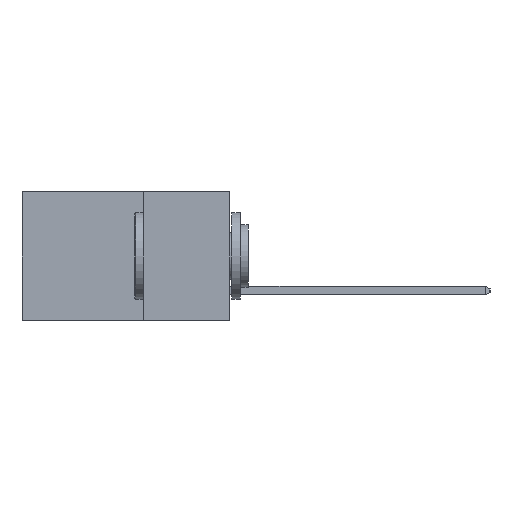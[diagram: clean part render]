
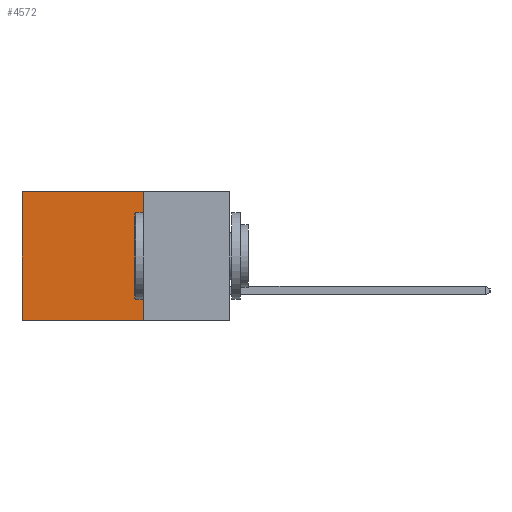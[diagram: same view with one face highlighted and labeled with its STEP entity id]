
A CAD part, left-side view. The second image highlights one B-rep face of the part: STEP entity #4572.
In plain terms, the highlighted planar face has unit normal (-1, 0, 0).
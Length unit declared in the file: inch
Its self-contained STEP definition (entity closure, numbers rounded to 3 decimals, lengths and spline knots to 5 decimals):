
#34 = VERTEX_POINT ( 'NONE', #5768 ) ;
#109 = CARTESIAN_POINT ( 'NONE',  ( 0.2615, 0.25, -0.37 ) ) ;
#2002 = DIRECTION ( 'NONE',  ( 0., 0., -1. ) ) ;
#2059 = ORIENTED_EDGE ( 'NONE', *, *, #6220, .T. ) ;
#2371 = CARTESIAN_POINT ( 'NONE',  ( 0.2615, 0.6, -0.37 ) ) ;
#2522 = FACE_OUTER_BOUND ( 'NONE', #10740, .T. ) ;
#2639 = DIRECTION ( 'NONE',  ( 0., 0., -1. ) ) ;
#3048 = LINE ( 'NONE', #11895, #9449 ) ;
#4120 = AXIS2_PLACEMENT_3D ( 'NONE', #13348, #13199, #13183 ) ;
#4572 = ADVANCED_FACE ( 'NONE', ( #2522 ), #13228, .F. ) ;
#5009 = DIRECTION ( 'NONE',  ( 0., 1., 0. ) ) ;
#5768 = CARTESIAN_POINT ( 'NONE',  ( 0.2615, 0.6, -0.37 ) ) ;
#6220 = EDGE_CURVE ( 'NONE', #7259, #34, #8278, .T. ) ;
#6507 = VECTOR ( 'NONE', #2002, 39.37008 ) ;
#6598 = CARTESIAN_POINT ( 'NONE',  ( 0.2615, 0.25, 0. ) ) ;
#6706 = VERTEX_POINT ( 'NONE', #6598 ) ;
#6964 = EDGE_CURVE ( 'NONE', #10938, #34, #3048, .T. ) ;
#7019 = CARTESIAN_POINT ( 'NONE',  ( 0.2615, 0.25, -0.37 ) ) ;
#7259 = VERTEX_POINT ( 'NONE', #12546 ) ;
#7552 = CARTESIAN_POINT ( 'NONE',  ( 0.2615, 0.25, 0. ) ) ;
#8278 = LINE ( 'NONE', #2371, #13579 ) ;
#8299 = ORIENTED_EDGE ( 'NONE', *, *, #12118, .F. ) ;
#9071 = LINE ( 'NONE', #7552, #11946 ) ;
#9449 = VECTOR ( 'NONE', #11836, 39.37008 ) ;
#9888 = LINE ( 'NONE', #7019, #6507 ) ;
#10740 = EDGE_LOOP ( 'NONE', ( #2059, #11822, #8299, #11210 ) ) ;
#10938 = VERTEX_POINT ( 'NONE', #109 ) ;
#11210 = ORIENTED_EDGE ( 'NONE', *, *, #12996, .T. ) ;
#11822 = ORIENTED_EDGE ( 'NONE', *, *, #6964, .F. ) ;
#11836 = DIRECTION ( 'NONE',  ( 0., 1., 0. ) ) ;
#11895 = CARTESIAN_POINT ( 'NONE',  ( 0.2615, 0.25, -0.37 ) ) ;
#11946 = VECTOR ( 'NONE', #5009, 39.37008 ) ;
#12118 = EDGE_CURVE ( 'NONE', #6706, #10938, #9888, .T. ) ;
#12546 = CARTESIAN_POINT ( 'NONE',  ( 0.2615, 0.6, 0. ) ) ;
#12996 = EDGE_CURVE ( 'NONE', #6706, #7259, #9071, .T. ) ;
#13183 = DIRECTION ( 'NONE',  ( 0., 0., -1. ) ) ;
#13199 = DIRECTION ( 'NONE',  ( 1., 0., 0. ) ) ;
#13228 = PLANE ( 'NONE',  #4120 ) ;
#13348 = CARTESIAN_POINT ( 'NONE',  ( 0.2615, 0.25, -0.37 ) ) ;
#13579 = VECTOR ( 'NONE', #2639, 39.37008 ) ;
